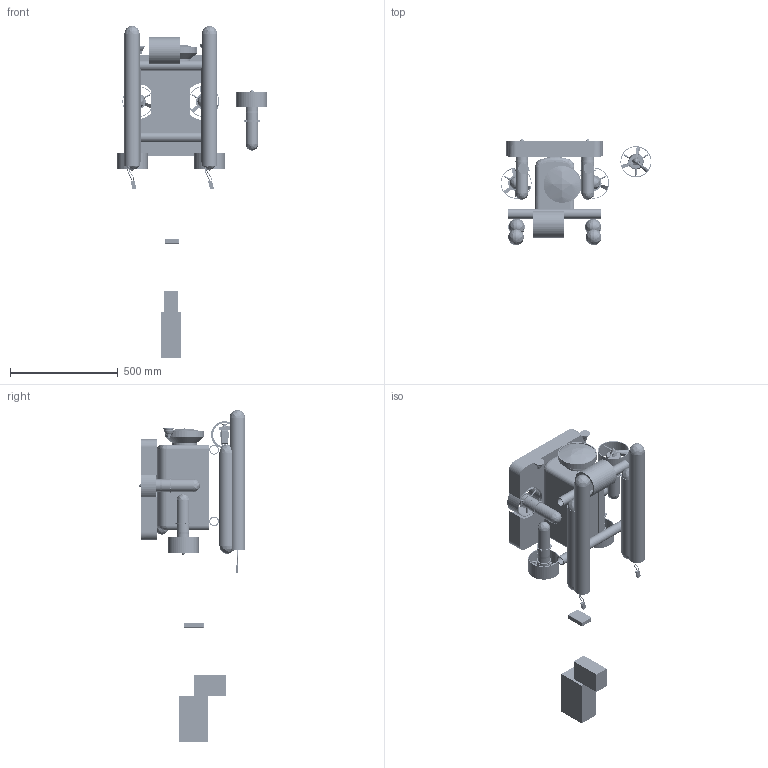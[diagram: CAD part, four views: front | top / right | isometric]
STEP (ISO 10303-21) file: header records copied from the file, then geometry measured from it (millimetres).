
FILE_DESCRIPTION(('FreeCAD Model'),'2;1');
FILE_NAME('Open CASCADE Shape Model','2025-05-03T07:28:46',('FreeCAD'),( 'FreeCAD'),'Open CASCADE STEP processor 7.6','FreeCAD','Unknown');
FILE_SCHEMA(('AUTOMOTIVE_DESIGN { 1 0 10303 214 1 1 1 1 }'));
Products named in the file (1): Open CASCADE STEP translator 7.6 1
Bounding box: 701.07 x 493.49 x 1543.3 mm (x, y, z)
Volume: 32543833.8 mm3; surface area: 6195708.9 mm2
Topology: 302 solids, 302 shells, 5307 faces, 12735 edges, 8206 vertices
Faces by surface type: bspline 5307
Entity records: 183418 total; most frequent: CARTESIAN_POINT 108975, ORIENTED_EDGE 25216, EDGE_CURVE 12608, VERTEX_POINT 8206, B_SPLINE_CURVE_WITH_KNOTS 7409, FACE_BOUND 6326, EDGE_LOOP 6326, ADVANCED_FACE 5307
